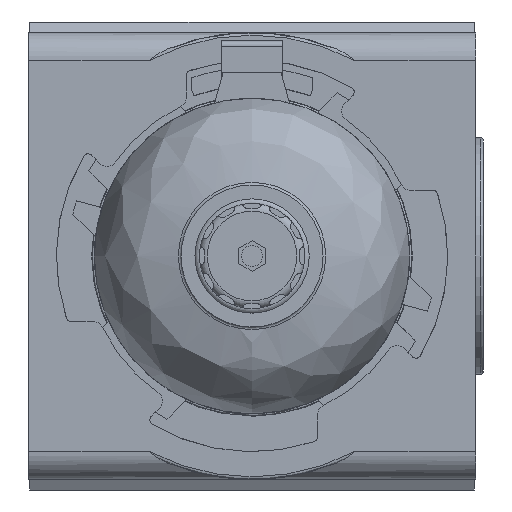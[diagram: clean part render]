
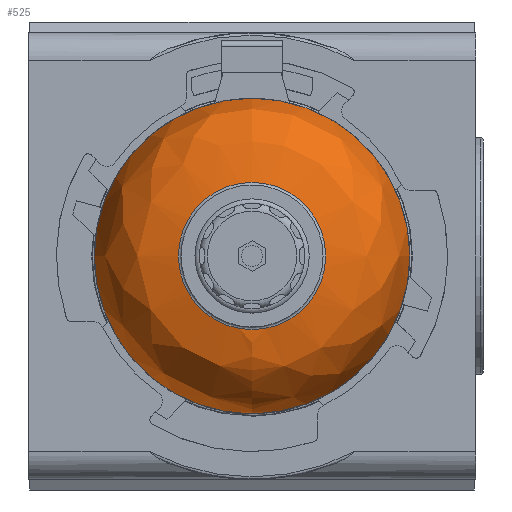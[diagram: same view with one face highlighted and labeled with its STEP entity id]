
A CAD part, front view. The second image highlights one B-rep face of the part: STEP entity #525.
In plain terms, the highlighted free-form (B-spline) face has degree [3, 3] with [4, 7] control points.
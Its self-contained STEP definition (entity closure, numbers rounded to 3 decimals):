
#525 = ADVANCED_FACE( '', ( #1402, #1403 ), #1404, .T. );
#1402 = FACE_OUTER_BOUND( '', #2578, .T. );
#1403 = FACE_OUTER_BOUND( '', #2579, .T. );
#1404 = ( BOUNDED_SURFACE(  )B_SPLINE_SURFACE( 3, 3, ( ( #2582, #2583, #2584, #2585, #2586, #2587, #2588 ), ( #2589, #2590, #2591, #2592, #2593, #2594, #2595 ), ( #2596, #2597, #2598, #2599, #2600, #2601, #2602 ), ( #2603, #2604, #2605, #2606, #2607, #2608, #2609 ) ), .UNSPECIFIED., .F., .T., .F. )B_SPLINE_SURFACE_WITH_KNOTS( ( 4, 4 ), ( 4, 3, 4 ), ( 0., 6.283 ), ( 0., 0.785, 1.571 ), .UNSPECIFIED. )GEOMETRIC_REPRESENTATION_ITEM(  )RATIONAL_B_SPLINE_SURFACE( ( ( 1., 0.333, 0.333, 1., 0.333, 0.333, 1. ), ( 0.805, 0.268, 0.268, 0.805, 0.268, 0.268, 0.805 ), ( 0.805, 0.268, 0.268, 0.805, 0.268, 0.268, 0.805 ), ( 1., 0.333, 0.333, 1., 0.333, 0.333, 1. ) ) )REPRESENTATION_ITEM( '' )SURFACE(  ) );
#2578 = EDGE_LOOP( '', ( #5397 ) );
#2579 = EDGE_LOOP( '', ( #5398 ) );
#2582 = CARTESIAN_POINT( '', ( 0., 1.5, -14. ) );
#2583 = CARTESIAN_POINT( '', ( 28., 1.5, -14. ) );
#2584 = CARTESIAN_POINT( '', ( 28., 1.5, 14. ) );
#2585 = CARTESIAN_POINT( '', ( 0., 1.5, 14. ) );
#2586 = CARTESIAN_POINT( '', ( -28., 1.5, 14. ) );
#2587 = CARTESIAN_POINT( '', ( -28., 1.5, -14. ) );
#2588 = CARTESIAN_POINT( '', ( 0., 1.5, -14. ) );
#2589 = CARTESIAN_POINT( '', ( 0., 1.5, -23.373 ) );
#2590 = CARTESIAN_POINT( '', ( 46.745, 1.5, -23.373 ) );
#2591 = CARTESIAN_POINT( '', ( 46.745, 1.5, 23.373 ) );
#2592 = CARTESIAN_POINT( '', ( 0., 1.5, 23.373 ) );
#2593 = CARTESIAN_POINT( '', ( -46.745, 1.5, 23.373 ) );
#2594 = CARTESIAN_POINT( '', ( -46.745, 1.5, -23.373 ) );
#2595 = CARTESIAN_POINT( '', ( 0., 1.5, -23.373 ) );
#2596 = CARTESIAN_POINT( '', ( 0., 8.127, -30. ) );
#2597 = CARTESIAN_POINT( '', ( 60., 8.127, -30. ) );
#2598 = CARTESIAN_POINT( '', ( 60., 8.127, 30. ) );
#2599 = CARTESIAN_POINT( '', ( 0., 8.127, 30. ) );
#2600 = CARTESIAN_POINT( '', ( -60., 8.127, 30. ) );
#2601 = CARTESIAN_POINT( '', ( -60., 8.127, -30. ) );
#2602 = CARTESIAN_POINT( '', ( 0., 8.127, -30. ) );
#2603 = CARTESIAN_POINT( '', ( 0., 17.5, -30. ) );
#2604 = CARTESIAN_POINT( '', ( 60., 17.5, -30. ) );
#2605 = CARTESIAN_POINT( '', ( 60., 17.5, 30. ) );
#2606 = CARTESIAN_POINT( '', ( 0., 17.5, 30. ) );
#2607 = CARTESIAN_POINT( '', ( -60., 17.5, 30. ) );
#2608 = CARTESIAN_POINT( '', ( -60., 17.5, -30. ) );
#2609 = CARTESIAN_POINT( '', ( 0., 17.5, -30. ) );
#5397 = ORIENTED_EDGE( '', *, *, #8272, .T. );
#5398 = ORIENTED_EDGE( '', *, *, #8271, .F. );
#8271 = EDGE_CURVE( '', #10137, #10137, #10138, .T. );
#8272 = EDGE_CURVE( '', #10139, #10139, #10140, .T. );
#10137 = VERTEX_POINT( '', #12990 );
#10138 = CIRCLE( '', #12991, 14. );
#10139 = VERTEX_POINT( '', #12992 );
#10140 = CIRCLE( '', #12993, 30. );
#12990 = CARTESIAN_POINT( '', ( 0., 1.5, -14. ) );
#12991 = AXIS2_PLACEMENT_3D( '', #16214, #16215, #16216 );
#12992 = CARTESIAN_POINT( '', ( 0., 17.5, -30. ) );
#12993 = AXIS2_PLACEMENT_3D( '', #16217, #16218, #16219 );
#16214 = CARTESIAN_POINT( '', ( 0., 1.5, 0. ) );
#16215 = DIRECTION( '', ( 0., -1., 0. ) );
#16216 = DIRECTION( '', ( 0., 0., -1. ) );
#16217 = CARTESIAN_POINT( '', ( 0., 17.5, 0. ) );
#16218 = DIRECTION( '', ( 0., -1., 0. ) );
#16219 = DIRECTION( '', ( 0., 0., -1. ) );
